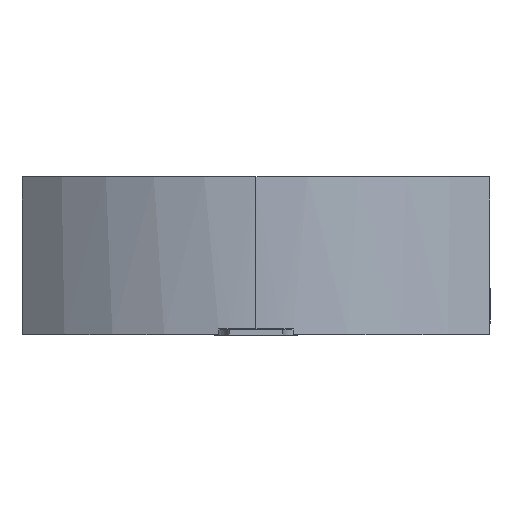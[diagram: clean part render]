
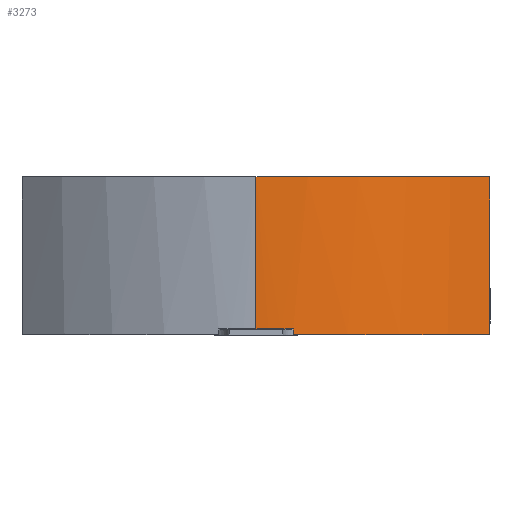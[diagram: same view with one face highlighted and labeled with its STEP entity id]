
A CAD part, left-side view. The second image highlights one B-rep face of the part: STEP entity #3273.
In plain terms, the highlighted cylindrical face has radius 11.15 mm (diameter 22.3 mm), a partial arc.
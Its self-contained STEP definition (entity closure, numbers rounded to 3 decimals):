
#672 = EDGE_CURVE ( 'NONE', #4039, #19407, #6735, .T. ) ;
#892 = LINE ( 'NONE', #12879, #17661 ) ;
#1121 = AXIS2_PLACEMENT_3D ( 'NONE', #19796, #16652, #12979 ) ;
#1437 = DIRECTION ( 'NONE',  ( 1., 0., 0. ) ) ;
#1506 = ORIENTED_EDGE ( 'NONE', *, *, #11337, .F. ) ;
#2032 = CARTESIAN_POINT ( 'NONE',  ( -12.7, 0., 5.3 ) ) ;
#2093 = VECTOR ( 'NONE', #3568, 1000. ) ;
#2094 = EDGE_CURVE ( 'NONE', #12041, #18006, #7483, .T. ) ;
#2698 = ORIENTED_EDGE ( 'NONE', *, *, #6337, .T. ) ;
#3158 = CARTESIAN_POINT ( 'NONE',  ( -12.63, -1.25, 0. ) ) ;
#3273 = ADVANCED_FACE ( 'NONE', ( #8049 ), #8171, .T. ) ;
#3525 = DIRECTION ( 'NONE',  ( 1., 0., 0. ) ) ;
#3568 = DIRECTION ( 'NONE',  ( 0., 0., -1. ) ) ;
#3613 = VERTEX_POINT ( 'NONE', #15042 ) ;
#3836 = AXIS2_PLACEMENT_3D ( 'NONE', #20242, #6068, #13338 ) ;
#4039 = VERTEX_POINT ( 'NONE', #16348 ) ;
#6068 = DIRECTION ( 'NONE',  ( 0., 0., -1. ) ) ;
#6337 = EDGE_CURVE ( 'NONE', #19407, #19963, #13233, .T. ) ;
#6382 = DIRECTION ( 'NONE',  ( 0., 0., -1. ) ) ;
#6735 = LINE ( 'NONE', #20507, #12001 ) ;
#6839 = CIRCLE ( 'NONE', #1121, 11.15 ) ;
#6854 = DIRECTION ( 'NONE',  ( 0., 0., -1. ) ) ;
#7483 = CIRCLE ( 'NONE', #19374, 11.15 ) ;
#7869 = AXIS2_PLACEMENT_3D ( 'NONE', #11528, #9959, #1437 ) ;
#8049 = FACE_OUTER_BOUND ( 'NONE', #12649, .T. ) ;
#8171 = CYLINDRICAL_SURFACE ( 'NONE', #3836, 11.15 ) ;
#9959 = DIRECTION ( 'NONE',  ( 0., 0., 1. ) ) ;
#10340 = EDGE_CURVE ( 'NONE', #12041, #3613, #13676, .T. ) ;
#10787 = ORIENTED_EDGE ( 'NONE', *, *, #2094, .F. ) ;
#11337 = EDGE_CURVE ( 'NONE', #18006, #19963, #892, .T. ) ;
#11404 = EDGE_CURVE ( 'NONE', #4039, #3613, #6839, .T. ) ;
#11528 = CARTESIAN_POINT ( 'NONE',  ( -1.55, 0., 0. ) ) ;
#12001 = VECTOR ( 'NONE', #6854, 1000. ) ;
#12006 = ORIENTED_EDGE ( 'NONE', *, *, #672, .T. ) ;
#12041 = VERTEX_POINT ( 'NONE', #2032 ) ;
#12649 = EDGE_LOOP ( 'NONE', ( #10787, #16947, #16650, #12006, #2698, #1506 ) ) ;
#12879 = CARTESIAN_POINT ( 'NONE',  ( -9.468, -7.85, 5.3 ) ) ;
#12979 = DIRECTION ( 'NONE',  ( -1., 0., 0. ) ) ;
#13233 = CIRCLE ( 'NONE', #7869, 11.15 ) ;
#13338 = DIRECTION ( 'NONE',  ( -1., 0., 0. ) ) ;
#13676 = LINE ( 'NONE', #14135, #2093 ) ;
#14135 = CARTESIAN_POINT ( 'NONE',  ( -12.7, 0., 5.3 ) ) ;
#14828 = CARTESIAN_POINT ( 'NONE',  ( -9.468, -7.85, 5.3 ) ) ;
#15042 = CARTESIAN_POINT ( 'NONE',  ( -12.7, 0., 0.2 ) ) ;
#16348 = CARTESIAN_POINT ( 'NONE',  ( -12.63, -1.25, 0.2 ) ) ;
#16650 = ORIENTED_EDGE ( 'NONE', *, *, #11404, .F. ) ;
#16652 = DIRECTION ( 'NONE',  ( 0., 0., -1. ) ) ;
#16947 = ORIENTED_EDGE ( 'NONE', *, *, #10340, .T. ) ;
#17033 = DIRECTION ( 'NONE',  ( 0., 0., 1. ) ) ;
#17151 = CARTESIAN_POINT ( 'NONE',  ( -1.55, 0., 5.3 ) ) ;
#17661 = VECTOR ( 'NONE', #6382, 1000. ) ;
#18006 = VERTEX_POINT ( 'NONE', #14828 ) ;
#19374 = AXIS2_PLACEMENT_3D ( 'NONE', #17151, #17033, #3525 ) ;
#19407 = VERTEX_POINT ( 'NONE', #3158 ) ;
#19796 = CARTESIAN_POINT ( 'NONE',  ( -1.55, 0., 0.2 ) ) ;
#19963 = VERTEX_POINT ( 'NONE', #20254 ) ;
#20242 = CARTESIAN_POINT ( 'NONE',  ( -1.55, 0., 5.3 ) ) ;
#20254 = CARTESIAN_POINT ( 'NONE',  ( -9.468, -7.85, 0. ) ) ;
#20507 = CARTESIAN_POINT ( 'NONE',  ( -12.63, -1.25, 5.3 ) ) ;
